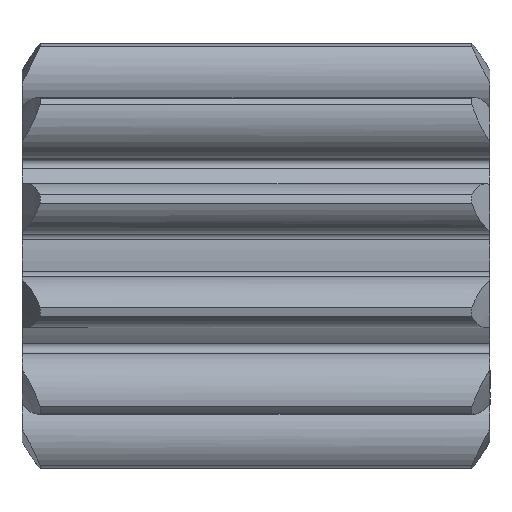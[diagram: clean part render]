
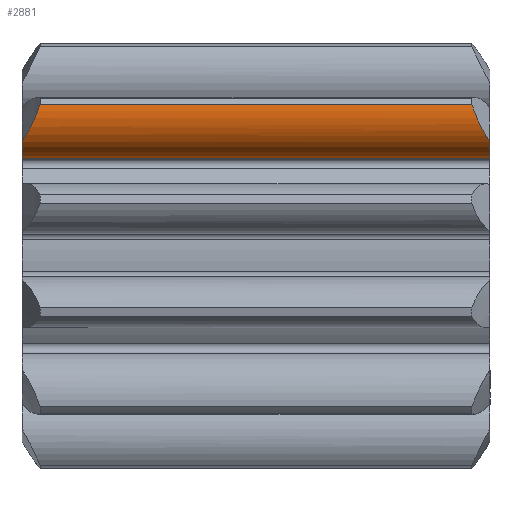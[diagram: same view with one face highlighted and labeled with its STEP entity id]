
A CAD part, top view. The second image highlights one B-rep face of the part: STEP entity #2881.
In plain terms, the highlighted cylindrical face has radius 1.908 mm (diameter 3.816 mm), a partial arc.
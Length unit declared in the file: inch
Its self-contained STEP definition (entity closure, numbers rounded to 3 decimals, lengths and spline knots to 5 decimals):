
#509=CARTESIAN_POINT('',(0.375,0.18272,0.23794));
#510=VERTEX_POINT('',#509);
#518=CARTESIAN_POINT('',(0.375,0.15611,0.1971));
#519=VERTEX_POINT('',#518);
#520=CARTESIAN_POINT('',(0.375,0.22894,0.17873));
#521=DIRECTION('',(1.0,0.,0.));
#522=DIRECTION('',(0.,-0.177,-0.984));
#523=AXIS2_PLACEMENT_3D('',#520,#521,#522);
#524=CIRCLE('',#523,0.07511);
#525=EDGE_CURVE('',#510,#519,#524,.T.);
#1448=CARTESIAN_POINT('',(-0.375,0.15611,0.1971));
#1449=VERTEX_POINT('',#1448);
#1457=CARTESIAN_POINT('',(-0.375,0.18272,0.23794));
#1458=VERTEX_POINT('',#1457);
#1459=CARTESIAN_POINT('',(-0.375,0.22894,0.17873));
#1460=DIRECTION('',(-1.0,0.,0.));
#1461=DIRECTION('',(0.,-0.177,-0.984));
#1462=AXIS2_PLACEMENT_3D('',#1459,#1460,#1461);
#1463=CIRCLE('',#1462,0.07511);
#1464=EDGE_CURVE('',#1449,#1458,#1463,.T.);
#2830=CARTESIAN_POINT('',(0.375,0.15611,0.1971));
#2831=DIRECTION('',(-1.0,0.0,0.0));
#2832=VECTOR('',#2831,0.75);
#2833=LINE('',#2830,#2832);
#2834=EDGE_CURVE('',#519,#1449,#2833,.T.);
#2839=CARTESIAN_POINT('',(0.375,0.22894,0.17873));
#2840=DIRECTION('',(-1.0,0.,0.));
#2841=DIRECTION('',(0.,-0.177,-0.984));
#2842=AXIS2_PLACEMENT_3D('',#2839,#2840,#2841);
#2843=CYLINDRICAL_SURFACE('',#2842,0.07511);
#2844=ORIENTED_EDGE('',*,*,#1464,.F.);
#2845=ORIENTED_EDGE('',*,*,#2834,.F.);
#2846=ORIENTED_EDGE('',*,*,#525,.F.);
#2847=CARTESIAN_POINT('',(0.34613,0.2422,0.25266));
#2848=VERTEX_POINT('',#2847);
#2849=CARTESIAN_POINT('',(0.34613,0.2422,0.25266));
#2850=CARTESIAN_POINT('',(0.34766,0.23751,0.25351));
#2851=CARTESIAN_POINT('',(0.34933,0.23283,0.25388));
#2852=CARTESIAN_POINT('',(0.35559,0.21676,0.25375));
#2853=CARTESIAN_POINT('',(0.3612,0.20497,0.25085));
#2854=CARTESIAN_POINT('',(0.3698,0.1904,0.24338));
#2855=CARTESIAN_POINT('',(0.37239,0.1864,0.24081));
#2856=CARTESIAN_POINT('',(0.375,0.18272,0.23794));
#2857=B_SPLINE_CURVE_WITH_KNOTS('',3,(#2849,#2850,#2851,#2852,#2853,#2854,#2855,#2856),.UNSPECIFIED.,.F.,.U.,(4,2,2,4),(1.01683,1.05369,1.14824,1.18703),.UNSPECIFIED.);
#2858=EDGE_CURVE('',#2848,#510,#2857,.T.);
#2859=ORIENTED_EDGE('',*,*,#2858,.F.);
#2860=CARTESIAN_POINT('',(-0.34613,0.2422,0.25266));
#2861=VERTEX_POINT('',#2860);
#2862=CARTESIAN_POINT('',(-0.34613,0.2422,0.25266));
#2863=DIRECTION('',(1.0,0.0,0.0));
#2864=VECTOR('',#2863,0.69226);
#2865=LINE('',#2862,#2864);
#2866=EDGE_CURVE('',#2861,#2848,#2865,.T.);
#2867=ORIENTED_EDGE('',*,*,#2866,.F.);
#2868=CARTESIAN_POINT('',(-0.375,0.18272,0.23794));
#2869=CARTESIAN_POINT('',(-0.37239,0.1864,0.24081));
#2870=CARTESIAN_POINT('',(-0.3698,0.1904,0.24338));
#2871=CARTESIAN_POINT('',(-0.3612,0.20497,0.25085));
#2872=CARTESIAN_POINT('',(-0.35559,0.21676,0.25375));
#2873=CARTESIAN_POINT('',(-0.34933,0.23283,0.25388));
#2874=CARTESIAN_POINT('',(-0.34766,0.23751,0.25351));
#2875=CARTESIAN_POINT('',(-0.34613,0.2422,0.25266));
#2876=B_SPLINE_CURVE_WITH_KNOTS('',3,(#2868,#2869,#2870,#2871,#2872,#2873,#2874,#2875),.UNSPECIFIED.,.F.,.U.,(4,2,2,4),(0.05577,0.09455,0.1891,0.22596),.UNSPECIFIED.);
#2877=EDGE_CURVE('',#1458,#2861,#2876,.T.);
#2878=ORIENTED_EDGE('',*,*,#2877,.F.);
#2879=EDGE_LOOP('',(#2844,#2845,#2846,#2859,#2867,#2878));
#2880=FACE_OUTER_BOUND('',#2879,.T.);
#2881=ADVANCED_FACE('',(#2880),#2843,.T.);
